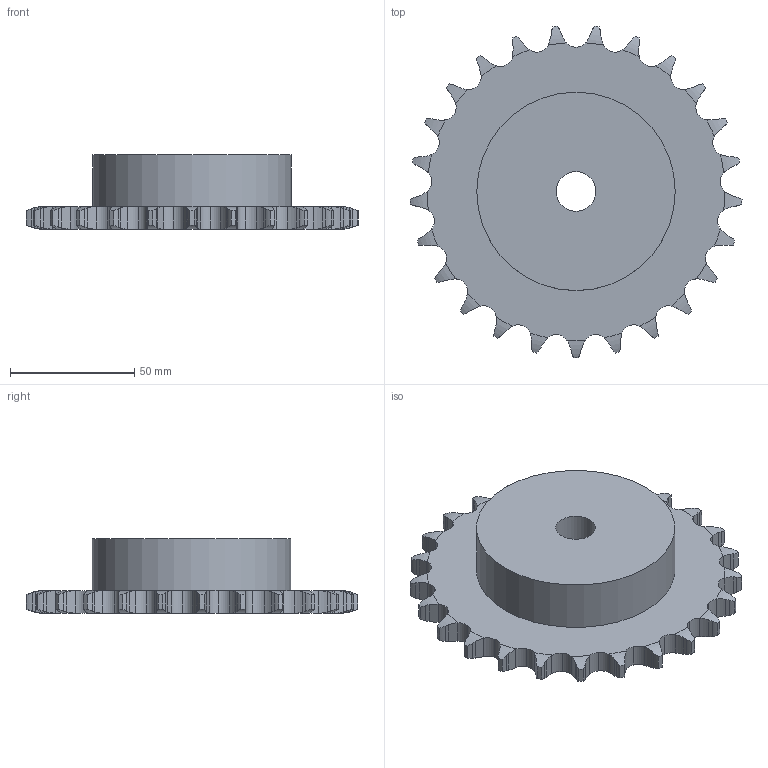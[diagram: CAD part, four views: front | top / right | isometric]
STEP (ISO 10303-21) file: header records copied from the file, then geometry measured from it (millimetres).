
FILE_DESCRIPTION(('FreeCAD Model'),'2;1');
FILE_NAME('Open CASCADE Shape Model','2021-05-09T09:51:43',('FreeCAD'),( 'FreeCAD'),'Open CASCADE STEP processor 7.4','FreeCAD','Unknown');
FILE_SCHEMA(('AUTOMOTIVE_DESIGN { 1 0 10303 214 1 1 1 1 }'));
Length unit declared in the file: millimetre
Products named in the file (1): Open CASCADE STEP translator 7.4 18
Bounding box: 133.84 x 133.58 x 30 mm (x, y, z)
Volume: 206343.5 mm3; surface area: 35436.2 mm2
Topology: 1 solids, 1 shells, 281 faces, 832 edges, 555 vertices
Faces by surface type: cylinder 177, plane 54, torus 50
Full cylindrical faces by diameter (mm): 16 x1, 80 x1
Entity records: 25038 total; most frequent: CARTESIAN_POINT 10995, DIRECTION 1914, ORIENTED_EDGE 1664, PCURVE 1664, DEFINITIONAL_REPRESENTATION 1664, B_SPLINE_CURVE_WITH_KNOTS 1200, LINE 935, VECTOR 935
